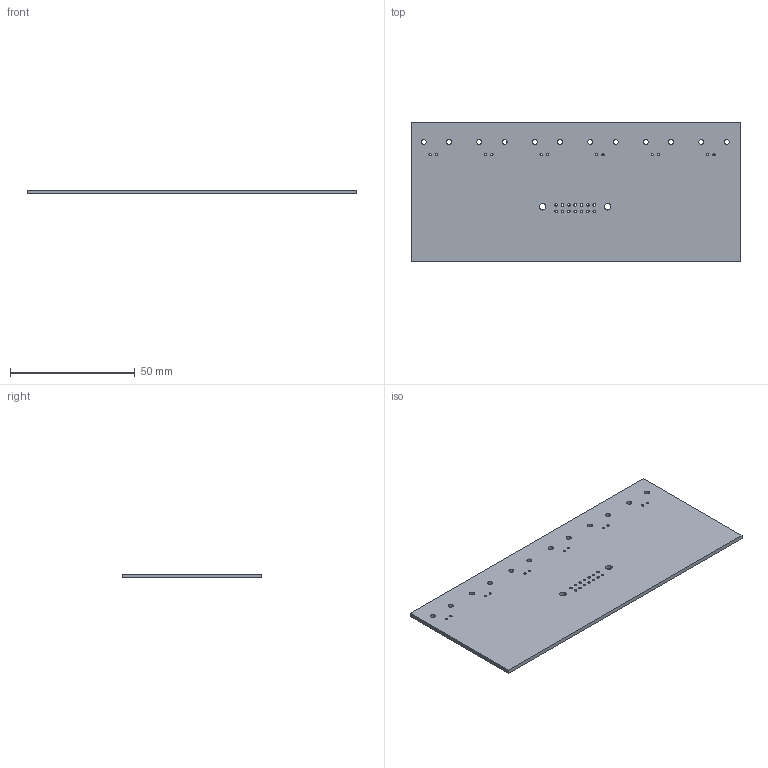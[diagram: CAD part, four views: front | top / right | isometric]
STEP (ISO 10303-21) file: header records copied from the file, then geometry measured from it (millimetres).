
FILE_DESCRIPTION(('KiCad electronic assembly'),'2;1');
FILE_NAME('General_BNC_PCB_BOARD2.step','2023-07-19T12:06:54',('Pcbnew') ,('Kicad'),'Open CASCADE STEP processor 7.6','KiCad to STEP converter' ,'Unknown');
FILE_SCHEMA(('AUTOMOTIVE_DESIGN { 1 0 10303 214 1 1 1 1 }'));
Length unit declared in the file: millimetre
Products named in the file (2): General_BNC_PCB_BOARD2 1; _autosave-General_BNC_PCB_BOARD2 PCB
Assembly tree (1 placements, depth 2):
  General_BNC_PCB_BOARD2 1
    _autosave-General_BNC_PCB_BOARD2 PCB
Bounding box: 132.08 x 55.88 x 1.6 mm (x, y, z)
Volume: 11700.8 mm3; surface area: 15500.4 mm2
Topology: 1 solids, 1 shells, 46 faces, 132 edges, 88 vertices
Faces by surface type: cylinder 40, plane 6
Full cylindrical faces by diameter (mm): 0.89 x12, 1.02 x14, 2.01 x12, 2.6 x2
Entity records: 3719 total; most frequent: CARTESIAN_POINT 1012, DIRECTION 492, ORIENTED_EDGE 264, PCURVE 264, DEFINITIONAL_REPRESENTATION 264, LINE 236, VECTOR 236, EDGE_CURVE 132
